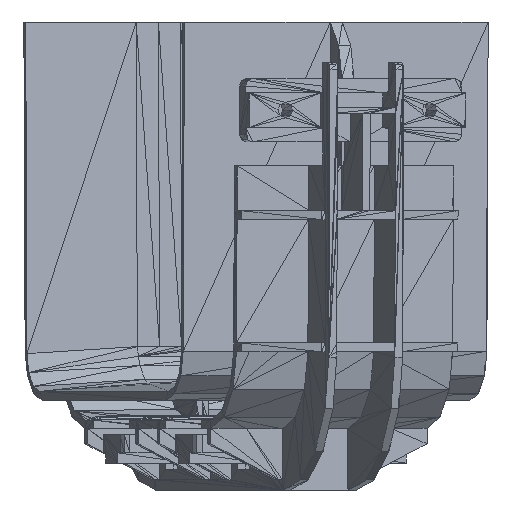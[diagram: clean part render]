
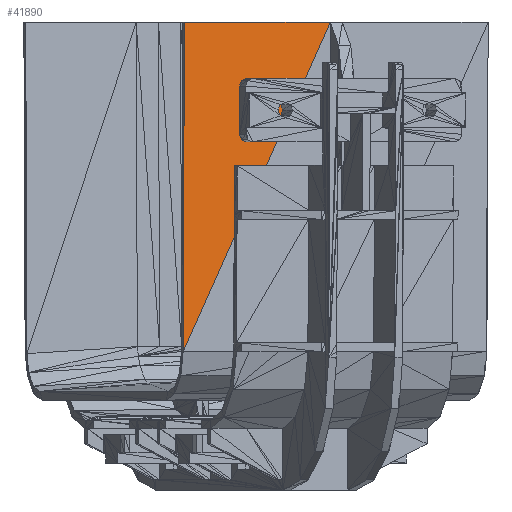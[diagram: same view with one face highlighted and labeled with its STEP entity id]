
A CAD part, left-side view. The second image highlights one B-rep face of the part: STEP entity #41890.
In plain terms, the highlighted planar face has unit normal (-0.94, -0.341, -0.011).
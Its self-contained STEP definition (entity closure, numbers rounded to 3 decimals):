
#14818 = PLANE('',#14819);
#14819 = AXIS2_PLACEMENT_3D('',#14820,#14821,#14822);
#14820 = CARTESIAN_POINT('',(-629.364,-5043.881,
    14.35));
#14821 = DIRECTION('',(0.,0.,1.));
#14822 = DIRECTION('',(1.,0.,0.));
#41708 = VERTEX_POINT('',#41709);
#41709 = CARTESIAN_POINT('',(-625.148,-5059.819,
    14.35));
#41749 = PLANE('',#41750);
#41750 = AXIS2_PLACEMENT_3D('',#41751,#41752,#41753);
#41751 = CARTESIAN_POINT('',(-628.845,-5047.987,
    -36.425));
#41752 = DIRECTION('',(-0.94,-0.341,
    -0.011));
#41753 = DIRECTION('',(0.341,-0.94,0.));
#41764 = EDGE_CURVE('',#41708,#41765,#41767,.T.);
#41765 = VERTEX_POINT('',#41766);
#41766 = CARTESIAN_POINT('',(-638.068,-5021.454,
    -71.495));
#41767 = SURFACE_CURVE('',#41768,(#41772,#41779),.PCURVE_S1.);
#41768 = LINE('',#41769,#41770);
#41769 = CARTESIAN_POINT('',(-625.148,-5059.819,
    14.35));
#41770 = VECTOR('',#41771,1.);
#41771 = DIRECTION('',(-0.136,0.404,-0.904));
#41772 = PCURVE('',#41749,#41773);
#41773 = DEFINITIONAL_REPRESENTATION('',(#41774),#41778);
#41774 = LINE('',#41775,#41776);
#41775 = CARTESIAN_POINT('',(12.383,50.777));
#41776 = VECTOR('',#41777,1.);
#41777 = DIRECTION('',(-0.426,-0.905));
#41778 = ( GEOMETRIC_REPRESENTATION_CONTEXT(2) 
PARAMETRIC_REPRESENTATION_CONTEXT() REPRESENTATION_CONTEXT('2D SPACE',''
  ) );
#41779 = PCURVE('',#41780,#41785);
#41780 = PLANE('',#41781);
#41781 = AXIS2_PLACEMENT_3D('',#41782,#41783,#41784);
#41782 = CARTESIAN_POINT('',(-634.365,-5033.284,
    -20.721));
#41783 = DIRECTION('',(-0.94,-0.341,
    -0.011));
#41784 = DIRECTION('',(0.341,-0.94,0.));
#41785 = DEFINITIONAL_REPRESENTATION('',(#41786),#41790);
#41786 = LINE('',#41787,#41788);
#41787 = CARTESIAN_POINT('',(28.088,35.073));
#41788 = VECTOR('',#41789,1.);
#41789 = DIRECTION('',(-0.426,-0.905));
#41790 = ( GEOMETRIC_REPRESENTATION_CONTEXT(2) 
PARAMETRIC_REPRESENTATION_CONTEXT() REPRESENTATION_CONTEXT('2D SPACE',''
  ) );
#41890 = ADVANCED_FACE('',(#41891),#41780,.T.);
#41891 = FACE_BOUND('',#41892,.T.);
#41892 = EDGE_LOOP('',(#41893,#41921,#41922));
#41893 = ORIENTED_EDGE('',*,*,#41894,.T.);
#41894 = EDGE_CURVE('',#41895,#41765,#41897,.T.);
#41895 = VERTEX_POINT('',#41896);
#41896 = CARTESIAN_POINT('',(-638.943,-5021.773,
    14.35));
#41897 = SURFACE_CURVE('',#41898,(#41902,#41909),.PCURVE_S1.);
#41898 = LINE('',#41899,#41900);
#41899 = CARTESIAN_POINT('',(-638.943,-5021.773,
    14.35));
#41900 = VECTOR('',#41901,1.);
#41901 = DIRECTION('',(0.01,0.004,
    -1.));
#41902 = PCURVE('',#41780,#41903);
#41903 = DEFINITIONAL_REPRESENTATION('',(#41904),#41908);
#41904 = LINE('',#41905,#41906);
#41905 = CARTESIAN_POINT('',(-12.382,35.073));
#41906 = VECTOR('',#41907,1.);
#41907 = DIRECTION('',(0.,-1.));
#41908 = ( GEOMETRIC_REPRESENTATION_CONTEXT(2) 
PARAMETRIC_REPRESENTATION_CONTEXT() REPRESENTATION_CONTEXT('2D SPACE',''
  ) );
#41909 = PCURVE('',#41910,#41915);
#41910 = PLANE('',#41911);
#41911 = AXIS2_PLACEMENT_3D('',#41912,#41913,#41914);
#41912 = CARTESIAN_POINT('',(-638.178,-5021.494,
    -28.225));
#41913 = DIRECTION('',(-0.342,0.94,0.
    ));
#41914 = DIRECTION('',(0.94,0.342,0.
    ));
#41915 = DEFINITIONAL_REPRESENTATION('',(#41916),#41920);
#41916 = LINE('',#41917,#41918);
#41917 = CARTESIAN_POINT('',(-0.815,-42.575));
#41918 = VECTOR('',#41919,1.);
#41919 = DIRECTION('',(0.011,1.));
#41920 = ( GEOMETRIC_REPRESENTATION_CONTEXT(2) 
PARAMETRIC_REPRESENTATION_CONTEXT() REPRESENTATION_CONTEXT('2D SPACE',''
  ) );
#41921 = ORIENTED_EDGE('',*,*,#41764,.F.);
#41922 = ORIENTED_EDGE('',*,*,#41923,.F.);
#41923 = EDGE_CURVE('',#41895,#41708,#41924,.T.);
#41924 = SURFACE_CURVE('',#41925,(#41929,#41936),.PCURVE_S1.);
#41925 = LINE('',#41926,#41927);
#41926 = CARTESIAN_POINT('',(-638.943,-5021.773,
    14.35));
#41927 = VECTOR('',#41928,1.);
#41928 = DIRECTION('',(0.341,-0.94,0.));
#41929 = PCURVE('',#41780,#41930);
#41930 = DEFINITIONAL_REPRESENTATION('',(#41931),#41935);
#41931 = LINE('',#41932,#41933);
#41932 = CARTESIAN_POINT('',(-12.382,35.073));
#41933 = VECTOR('',#41934,1.);
#41934 = DIRECTION('',(1.,0.));
#41935 = ( GEOMETRIC_REPRESENTATION_CONTEXT(2) 
PARAMETRIC_REPRESENTATION_CONTEXT() REPRESENTATION_CONTEXT('2D SPACE',''
  ) );
#41936 = PCURVE('',#14818,#41937);
#41937 = DEFINITIONAL_REPRESENTATION('',(#41938),#41942);
#41938 = LINE('',#41939,#41940);
#41939 = CARTESIAN_POINT('',(-9.58,22.108));
#41940 = VECTOR('',#41941,1.);
#41941 = DIRECTION('',(0.341,-0.94));
#41942 = ( GEOMETRIC_REPRESENTATION_CONTEXT(2) 
PARAMETRIC_REPRESENTATION_CONTEXT() REPRESENTATION_CONTEXT('2D SPACE',''
  ) );
